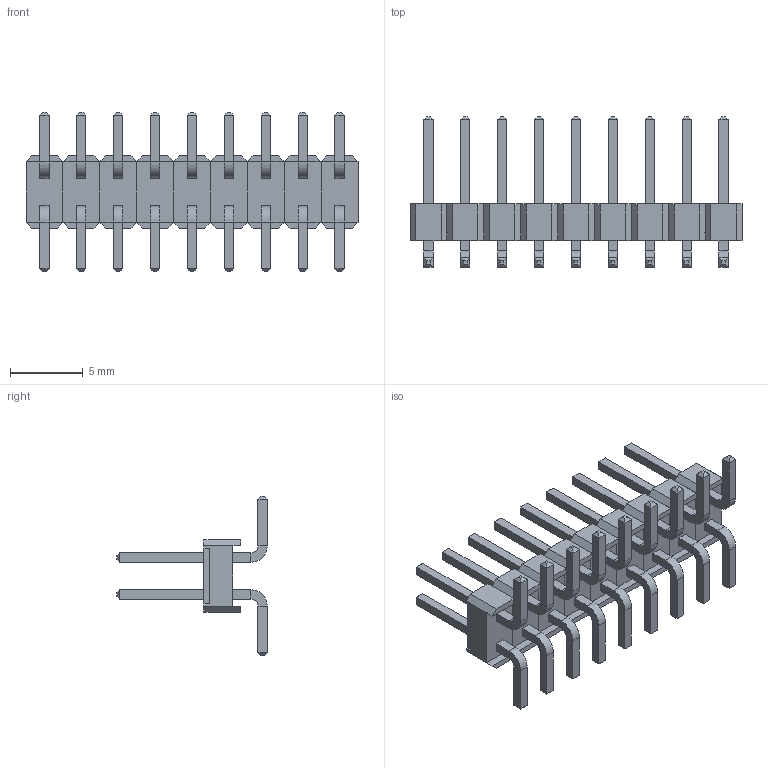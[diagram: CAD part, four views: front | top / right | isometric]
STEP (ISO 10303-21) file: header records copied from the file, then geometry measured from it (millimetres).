
FILE_DESCRIPTION (( 'STEP AP214' ), '1' );
FILE_NAME ('PLD_18SMD.STEP', '2019-07-03T12:41:35', ( '' ), ( '' ), 'SwSTEP 2.0', 'SolidWorks 2018', '' );
FILE_SCHEMA (( 'AUTOMOTIVE_DESIGN' ));
Length unit declared in the file: millimetre
Products named in the file (1): PLD_18SMD
Bounding box: 22.86 x 10.36 x 11 mm (x, y, z)
Volume: 313.5 mm3; surface area: 1068.6 mm2
Topology: 9 solids, 9 shells, 666 faces, 1512 edges, 900 vertices
Faces by surface type: plane 630, cylinder 36
Entity records: 25328 total; most frequent: CARTESIAN_POINT 3079, ORIENTED_EDGE 3024, DIRECTION 2918, EDGE_CURVE 1512, VECTOR 1440, LINE 1440, VERTEX_POINT 900, AXIS2_PLACEMENT_3D 739
